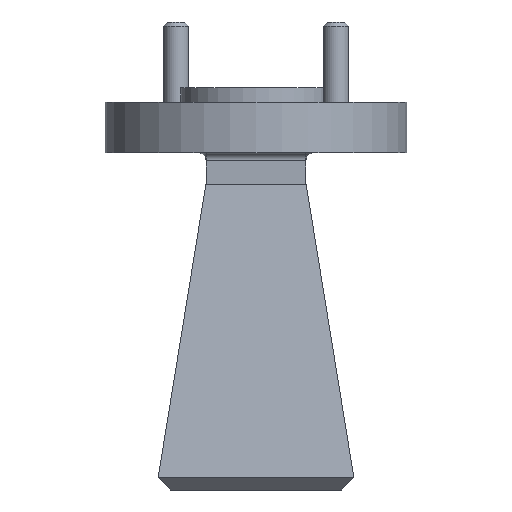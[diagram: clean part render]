
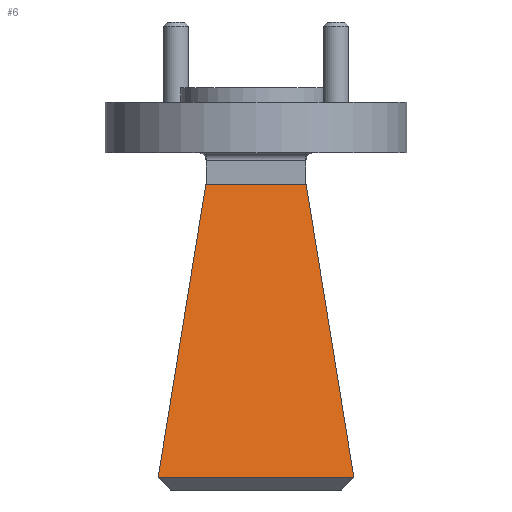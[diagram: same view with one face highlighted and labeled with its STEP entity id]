
A CAD part, front view. The second image highlights one B-rep face of the part: STEP entity #6.
In plain terms, the highlighted planar face has unit normal (0, -0.988, 0.157).
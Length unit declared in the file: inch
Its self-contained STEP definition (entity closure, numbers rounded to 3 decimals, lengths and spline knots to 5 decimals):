
#6 = ADVANCED_FACE ( 'NONE', ( #2194 ), #2172, .T. ) ;
#208 = EDGE_CURVE ( 'NONE', #1564, #482, #940, .T. ) ;
#236 = CARTESIAN_POINT ( 'NONE',  ( 0., -0.05388, 0.00855 ) ) ;
#300 = DIRECTION ( 'NONE',  ( -0.159, 0.155, 0.975 ) ) ;
#438 = DIRECTION ( 'NONE',  ( 0., -0.157, -0.988 ) ) ;
#453 = EDGE_CURVE ( 'NONE', #482, #1991, #1409, .T. ) ;
#482 = VERTEX_POINT ( 'NONE', #1595 ) ;
#541 = LINE ( 'NONE', #2446, #2359 ) ;
#577 = VECTOR ( 'NONE', #300, 39.37008 ) ;
#665 = EDGE_CURVE ( 'NONE', #1225, #1564, #541, .T. ) ;
#940 = LINE ( 'NONE', #2020, #577 ) ;
#992 = EDGE_LOOP ( 'NONE', ( #2442, #1401, #993, #1390 ) ) ;
#993 = ORIENTED_EDGE ( 'NONE', *, *, #208, .T. ) ;
#1010 = CARTESIAN_POINT ( 'NONE',  ( 0., -0.08763, -0.204 ) ) ;
#1225 = VERTEX_POINT ( 'NONE', #1387 ) ;
#1387 = CARTESIAN_POINT ( 'NONE',  ( -0.24324, -0.20333, -0.9328 ) ) ;
#1390 = ORIENTED_EDGE ( 'NONE', *, *, #453, .T. ) ;
#1401 = ORIENTED_EDGE ( 'NONE', *, *, #665, .T. ) ;
#1406 = CARTESIAN_POINT ( 'NONE',  ( 0.24324, -0.20333, -0.9328 ) ) ;
#1409 = LINE ( 'NONE', #1010, #2116 ) ;
#1564 = VERTEX_POINT ( 'NONE', #1406 ) ;
#1595 = CARTESIAN_POINT ( 'NONE',  ( 0.12466, -0.08763, -0.204 ) ) ;
#1624 = CARTESIAN_POINT ( 'NONE',  ( -0.12466, -0.08763, -0.204 ) ) ;
#1729 = VECTOR ( 'NONE', #2145, 39.37008 ) ;
#1991 = VERTEX_POINT ( 'NONE', #1624 ) ;
#2008 = LINE ( 'NONE', #2347, #1729 ) ;
#2020 = CARTESIAN_POINT ( 'NONE',  ( 0.0878, -0.05167, 0.02249 ) ) ;
#2116 = VECTOR ( 'NONE', #2180, 39.37008 ) ;
#2145 = DIRECTION ( 'NONE',  ( 0.159, 0.155, 0.975 ) ) ;
#2172 = PLANE ( 'NONE',  #2380 ) ;
#2180 = DIRECTION ( 'NONE',  ( -1., 0., 0. ) ) ;
#2194 = FACE_OUTER_BOUND ( 'NONE', #992, .T. ) ;
#2207 = DIRECTION ( 'NONE',  ( 1., 0., 0. ) ) ;
#2284 = EDGE_CURVE ( 'NONE', #1225, #1991, #2008, .T. ) ;
#2347 = CARTESIAN_POINT ( 'NONE',  ( -0.0878, -0.05167, 0.02249 ) ) ;
#2359 = VECTOR ( 'NONE', #2207, 39.37008 ) ;
#2380 = AXIS2_PLACEMENT_3D ( 'NONE', #236, #2398, #438 ) ;
#2398 = DIRECTION ( 'NONE',  ( 0., -0.988, 0.157 ) ) ;
#2442 = ORIENTED_EDGE ( 'NONE', *, *, #2284, .F. ) ;
#2446 = CARTESIAN_POINT ( 'NONE',  ( 0., -0.20333, -0.9328 ) ) ;
